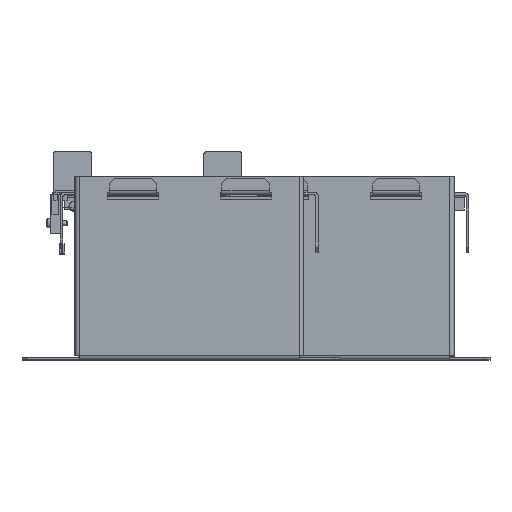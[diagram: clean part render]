
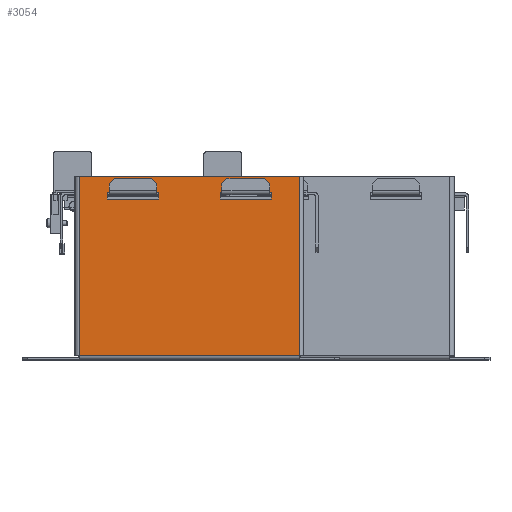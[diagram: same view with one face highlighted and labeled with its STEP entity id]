
A CAD part, top view. The second image highlights one B-rep face of the part: STEP entity #3054.
In plain terms, the highlighted planar face has unit normal (0, 0, 1).
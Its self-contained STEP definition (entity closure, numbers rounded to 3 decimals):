
#2183 = EDGE_CURVE( '', #6845, #6846, #6847, .T. );
#2343 = EDGE_CURVE( '', #6846, #7119, #7120, .T. );
#2396 = EDGE_CURVE( '', #7208, #7144, #7209, .T. );
#3026 = EDGE_CURVE( '', #8230, #6999, #8231, .T. );
#3054 = ADVANCED_FACE( '', ( #8273, #8274, #8275 ), #8276, .T. );
#3068 = EDGE_CURVE( '', #8297, #8298, #8299, .T. );
#3084 = EDGE_CURVE( '', #8323, #8324, #8325, .T. );
#3112 = EDGE_CURVE( '', #7208, #8298, #8366, .T. );
#4291 = EDGE_CURVE( '', #8324, #8230, #10038, .T. );
#4568 = EDGE_CURVE( '', #7119, #8557, #10398, .T. );
#4586 = EDGE_CURVE( '', #6999, #8323, #10422, .T. );
#4862 = EDGE_CURVE( '', #8297, #7144, #10761, .T. );
#6292 = EDGE_CURVE( '', #8557, #6845, #12502, .T. );
#6845 = VERTEX_POINT( '', #13154 );
#6846 = VERTEX_POINT( '', #13155 );
#6847 = LINE( '', #13156, #13157 );
#6999 = VERTEX_POINT( '', #13382 );
#7119 = VERTEX_POINT( '', #13546 );
#7120 = LINE( '', #13547, #13548 );
#7144 = VERTEX_POINT( '', #13583 );
#7208 = VERTEX_POINT( '', #13682 );
#7209 = LINE( '', #13683, #13684 );
#8230 = VERTEX_POINT( '', #15163 );
#8231 = LINE( '', #15164, #15165 );
#8273 = FACE_OUTER_BOUND( '', #15223, .T. );
#8274 = FACE_BOUND( '', #15224, .T. );
#8275 = FACE_BOUND( '', #15225, .T. );
#8276 = PLANE( '', #15226 );
#8297 = VERTEX_POINT( '', #15256 );
#8298 = VERTEX_POINT( '', #15257 );
#8299 = LINE( '', #15258, #15259 );
#8323 = VERTEX_POINT( '', #15294 );
#8324 = VERTEX_POINT( '', #15295 );
#8325 = LINE( '', #15296, #15297 );
#8366 = LINE( '', #15357, #15358 );
#8557 = VERTEX_POINT( '', #15657 );
#10038 = LINE( '', #17861, #17862 );
#10398 = LINE( '', #18429, #18430 );
#10422 = LINE( '', #18474, #18475 );
#10761 = LINE( '', #19037, #19038 );
#12502 = LINE( '', #21838, #21839 );
#13154 = CARTESIAN_POINT( '', ( 48., 98., 77.5 ) );
#13155 = CARTESIAN_POINT( '', ( 18., 98., 77.5 ) );
#13156 = CARTESIAN_POINT( '', ( 18., 98., 77.5 ) );
#13157 = VECTOR( '', #22720, 1000. );
#13382 = CARTESIAN_POINT( '', ( -18., 98., 77.5 ) );
#13546 = CARTESIAN_POINT( '', ( 18., 94., 77.5 ) );
#13547 = CARTESIAN_POINT( '', ( 18., 94., 77.5 ) );
#13548 = VECTOR( '', #22973, 1000. );
#13583 = CARTESIAN_POINT( '', ( 64.5, 107.5, 77.5 ) );
#13682 = CARTESIAN_POINT( '', ( -64.5, 107.5, 77.5 ) );
#13683 = CARTESIAN_POINT( '', ( 64.5, 107.5, 77.5 ) );
#13684 = VECTOR( '', #23042, 1000. );
#15163 = CARTESIAN_POINT( '', ( -18., 94., 77.5 ) );
#15164 = CARTESIAN_POINT( '', ( -18., 98., 77.5 ) );
#15165 = VECTOR( '', #24074, 1000. );
#15223 = EDGE_LOOP( '', ( #24119, #24120, #24121, #24122 ) );
#15224 = EDGE_LOOP( '', ( #24123, #24124, #24125, #24126 ) );
#15225 = EDGE_LOOP( '', ( #24127, #24128, #24129, #24130 ) );
#15226 = AXIS2_PLACEMENT_3D( '', #24131, #24132, #24133 );
#15256 = CARTESIAN_POINT( '', ( 64.5, 2.5, 77.5 ) );
#15257 = CARTESIAN_POINT( '', ( -64.5, 2.5, 77.5 ) );
#15258 = CARTESIAN_POINT( '', ( 64.5, 2.5, 77.5 ) );
#15259 = VECTOR( '', #24158, 1000. );
#15294 = CARTESIAN_POINT( '', ( -48., 98., 77.5 ) );
#15295 = CARTESIAN_POINT( '', ( -48., 94., 77.5 ) );
#15296 = CARTESIAN_POINT( '', ( -48., 94., 77.5 ) );
#15297 = VECTOR( '', #24181, 1000. );
#15357 = CARTESIAN_POINT( '', ( -64.5, 107.5, 77.5 ) );
#15358 = VECTOR( '', #24220, 1000. );
#15657 = CARTESIAN_POINT( '', ( 48., 94., 77.5 ) );
#17861 = CARTESIAN_POINT( '', ( -18., 94., 77.5 ) );
#17862 = VECTOR( '', #26127, 1000. );
#18429 = CARTESIAN_POINT( '', ( 48., 94., 77.5 ) );
#18430 = VECTOR( '', #26544, 1000. );
#18474 = CARTESIAN_POINT( '', ( -48., 98., 77.5 ) );
#18475 = VECTOR( '', #26567, 1000. );
#19037 = CARTESIAN_POINT( '', ( 64.5, 107.5, 77.5 ) );
#19038 = VECTOR( '', #27023, 1000. );
#21838 = CARTESIAN_POINT( '', ( 48., 98., 77.5 ) );
#21839 = VECTOR( '', #29330, 1000. );
#22720 = DIRECTION( '', ( -1., 0., 0. ) );
#22973 = DIRECTION( '', ( 0., -1., 0. ) );
#23042 = DIRECTION( '', ( 1., 0., 0. ) );
#24074 = DIRECTION( '', ( 0., 1., 0. ) );
#24119 = ORIENTED_EDGE( '', *, *, #3112, .T. );
#24120 = ORIENTED_EDGE( '', *, *, #3068, .F. );
#24121 = ORIENTED_EDGE( '', *, *, #4862, .T. );
#24122 = ORIENTED_EDGE( '', *, *, #2396, .F. );
#24123 = ORIENTED_EDGE( '', *, *, #3084, .F. );
#24124 = ORIENTED_EDGE( '', *, *, #4586, .F. );
#24125 = ORIENTED_EDGE( '', *, *, #3026, .F. );
#24126 = ORIENTED_EDGE( '', *, *, #4291, .F. );
#24127 = ORIENTED_EDGE( '', *, *, #2183, .F. );
#24128 = ORIENTED_EDGE( '', *, *, #6292, .F. );
#24129 = ORIENTED_EDGE( '', *, *, #4568, .F. );
#24130 = ORIENTED_EDGE( '', *, *, #2343, .F. );
#24131 = CARTESIAN_POINT( '', ( 64.5, 107.5, 77.5 ) );
#24132 = DIRECTION( '', ( 0., 0., 1. ) );
#24133 = DIRECTION( '', ( 1., 0., 0. ) );
#24158 = DIRECTION( '', ( -1., 0., 0. ) );
#24181 = DIRECTION( '', ( 0., -1., 0. ) );
#24220 = DIRECTION( '', ( 0., -1., 0. ) );
#26127 = DIRECTION( '', ( 1., 0., 0. ) );
#26544 = DIRECTION( '', ( 1., 0., 0. ) );
#26567 = DIRECTION( '', ( -1., 0., 0. ) );
#27023 = DIRECTION( '', ( 0., 1., 0. ) );
#29330 = DIRECTION( '', ( 0., 1., 0. ) );
